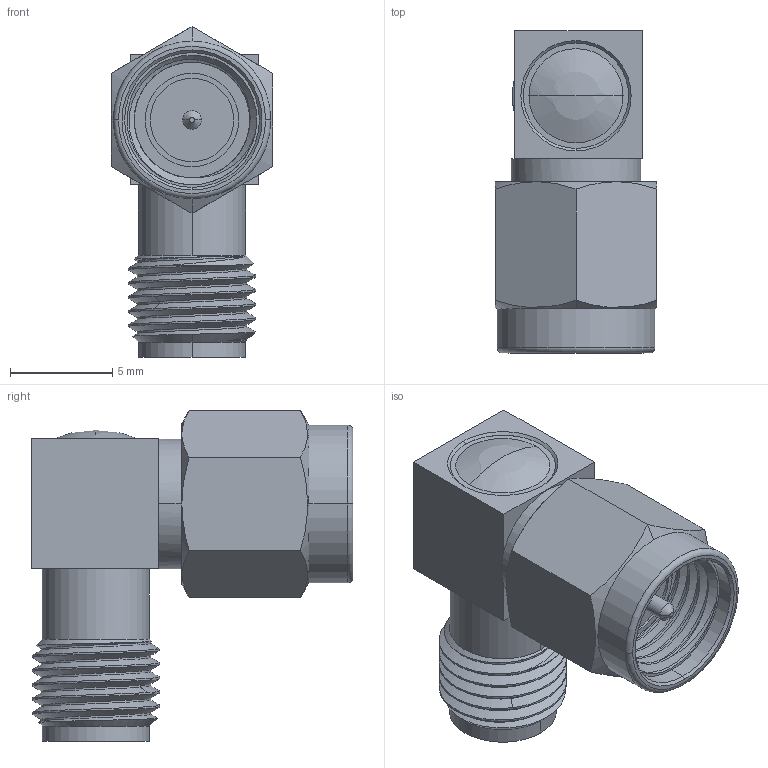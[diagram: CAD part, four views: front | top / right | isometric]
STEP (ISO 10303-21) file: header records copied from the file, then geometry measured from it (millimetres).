
FILE_DESCRIPTION((''),'2;1');
FILE_NAME('901-125-11SF_SW0001','2017-10-16T',('Lokesh'),(''),'PRO/ENGINEER BY PARAMETRIC TECHNOLOGY CORPORATION, 2014440','PRO/ENGINEER BY PARAMETRIC TECHNOLOGY CORPORATION, 2014440','');
FILE_SCHEMA(('CONFIG_CONTROL_DESIGN'));
Length unit declared in the file: millimetre
Products named in the file (1): 901-125-11SF_SW0001
Bounding box: 7.92 x 15.77 x 16.21 mm (x, y, z)
Volume: 747.9 mm3; surface area: 1098.1 mm2
Topology: 1 solids, 1 shells, 138 faces, 332 edges, 207 vertices
Faces by surface type: cylinder 56, plane 43, cone 26, bspline 9, torus 2, sphere 2
Entity records: 9142 total; most frequent: CARTESIAN_POINT 5985, ORIENTED_EDGE 656, DIRECTION 629, EDGE_CURVE 328, AXIS2_PLACEMENT_3D 252, VERTEX_POINT 207, EDGE_LOOP 155, FACE_OUTER_BOUND 138
